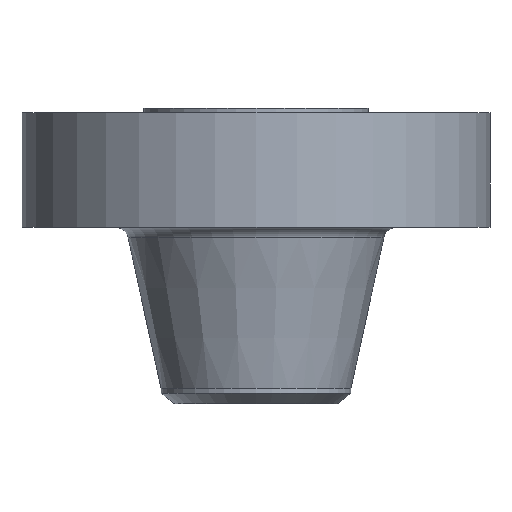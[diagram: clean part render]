
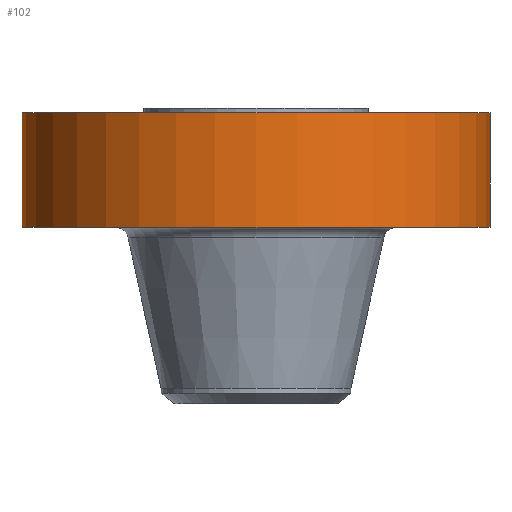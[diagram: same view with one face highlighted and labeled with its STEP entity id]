
A CAD part, front view. The second image highlights one B-rep face of the part: STEP entity #102.
In plain terms, the highlighted cylindrical face has radius 336.55 mm (diameter 673.1 mm), a partial arc.
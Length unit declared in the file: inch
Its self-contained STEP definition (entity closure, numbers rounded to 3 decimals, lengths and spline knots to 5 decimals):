
#9 = VERTEX_POINT ( 'NONE', #823 ) ;
#85 = CARTESIAN_POINT ( 'NONE',  ( 0., 0., 0. ) ) ;
#102 = ADVANCED_FACE ( 'NONE', ( #554 ), #800, .T. ) ;
#119 = VERTEX_POINT ( 'NONE', #987 ) ;
#120 = DIRECTION ( 'NONE',  ( 0., 0., 1. ) ) ;
#221 = DIRECTION ( 'NONE',  ( 1., 0., 0. ) ) ;
#256 = DIRECTION ( 'NONE',  ( 1., 0., 0. ) ) ;
#296 = AXIS2_PLACEMENT_3D ( 'NONE', #1431, #888, #1328 ) ;
#305 = CARTESIAN_POINT ( 'NONE',  ( 13.25, 0., -0.25 ) ) ;
#327 = LINE ( 'NONE', #465, #586 ) ;
#363 = EDGE_LOOP ( 'NONE', ( #1152, #673, #1007, #1130 ) ) ;
#409 = EDGE_CURVE ( 'NONE', #9, #1020, #750, .T. ) ;
#465 = CARTESIAN_POINT ( 'NONE',  ( -13.25, 0., 0. ) ) ;
#493 = EDGE_CURVE ( 'NONE', #119, #708, #327, .T. ) ;
#554 = FACE_OUTER_BOUND ( 'NONE', #363, .T. ) ;
#565 = CARTESIAN_POINT ( 'NONE',  ( 0., 0., -0.25 ) ) ;
#586 = VECTOR ( 'NONE', #1432, 39.37008 ) ;
#673 = ORIENTED_EDGE ( 'NONE', *, *, #1088, .T. ) ;
#699 = CARTESIAN_POINT ( 'NONE',  ( -13.25, 0., -0.25 ) ) ;
#708 = VERTEX_POINT ( 'NONE', #699 ) ;
#750 = LINE ( 'NONE', #1317, #1103 ) ;
#762 = DIRECTION ( 'NONE',  ( 0., 0., 1. ) ) ;
#800 = CYLINDRICAL_SURFACE ( 'NONE', #1214, 13.25 ) ;
#823 = CARTESIAN_POINT ( 'NONE',  ( 13.25, 0., -6.75 ) ) ;
#888 = DIRECTION ( 'NONE',  ( 0., 0., 1. ) ) ;
#987 = CARTESIAN_POINT ( 'NONE',  ( -13.25, 0., -6.75 ) ) ;
#1006 = CIRCLE ( 'NONE', #296, 13.25 ) ;
#1007 = ORIENTED_EDGE ( 'NONE', *, *, #409, .T. ) ;
#1020 = VERTEX_POINT ( 'NONE', #305 ) ;
#1088 = EDGE_CURVE ( 'NONE', #119, #9, #1006, .T. ) ;
#1103 = VECTOR ( 'NONE', #762, 39.37008 ) ;
#1130 = ORIENTED_EDGE ( 'NONE', *, *, #1183, .F. ) ;
#1152 = ORIENTED_EDGE ( 'NONE', *, *, #493, .F. ) ;
#1163 = CIRCLE ( 'NONE', #1273, 13.25 ) ;
#1183 = EDGE_CURVE ( 'NONE', #708, #1020, #1163, .T. ) ;
#1214 = AXIS2_PLACEMENT_3D ( 'NONE', #85, #1249, #221 ) ;
#1249 = DIRECTION ( 'NONE',  ( 0., 0., 1. ) ) ;
#1273 = AXIS2_PLACEMENT_3D ( 'NONE', #565, #120, #256 ) ;
#1317 = CARTESIAN_POINT ( 'NONE',  ( 13.25, 0., 0. ) ) ;
#1328 = DIRECTION ( 'NONE',  ( 1., 0., 0. ) ) ;
#1431 = CARTESIAN_POINT ( 'NONE',  ( 0., 0., -6.75 ) ) ;
#1432 = DIRECTION ( 'NONE',  ( 0., 0., 1. ) ) ;
